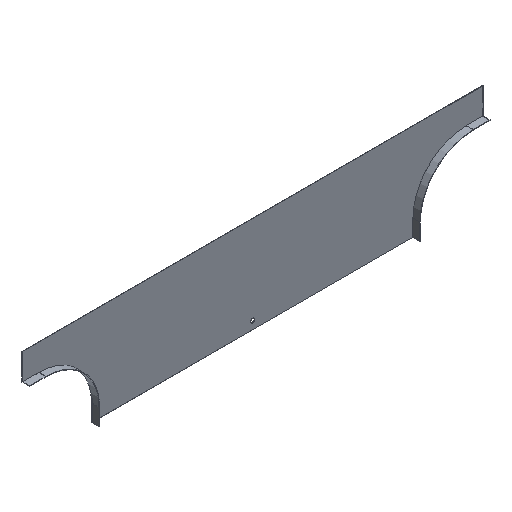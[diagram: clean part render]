
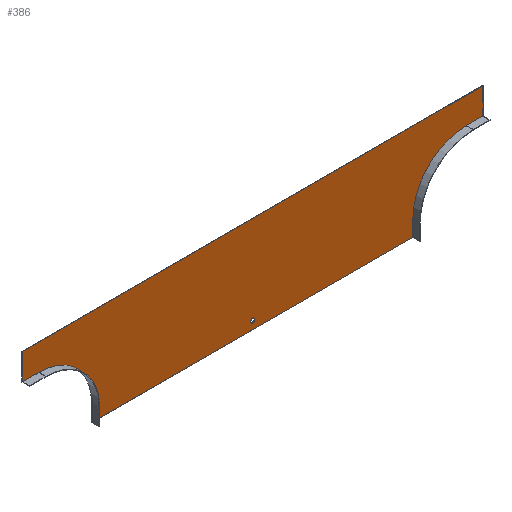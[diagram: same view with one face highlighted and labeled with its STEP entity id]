
A CAD part, isometric view. The second image highlights one B-rep face of the part: STEP entity #386.
In plain terms, the highlighted planar face has unit normal (0, -1, 0).
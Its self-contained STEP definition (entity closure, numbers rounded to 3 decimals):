
#6 = VECTOR ( 'NONE', #641, 1000. ) ;
#9 = CIRCLE ( 'NONE', #484, 100. ) ;
#13 = LINE ( 'NONE', #640, #6 ) ;
#112 = DIRECTION ( 'NONE',  ( 0., 0., -1. ) ) ;
#113 = DIRECTION ( 'NONE',  ( 0., 1., 0. ) ) ;
#115 = CARTESIAN_POINT ( 'NONE',  ( 399., 0., -149. ) ) ;
#119 = DIRECTION ( 'NONE',  ( 0., 0., 1. ) ) ;
#120 = DIRECTION ( 'NONE',  ( 0., 0., -1. ) ) ;
#121 = DIRECTION ( 'NONE',  ( 0., 1., 0. ) ) ;
#122 = CARTESIAN_POINT ( 'NONE',  ( 0., 0., -165. ) ) ;
#123 = CARTESIAN_POINT ( 'NONE',  ( -399., 0., -49. ) ) ;
#126 = DIRECTION ( 'NONE',  ( 1., 0., 0. ) ) ;
#128 = DIRECTION ( 'NONE',  ( 0., 0., 1. ) ) ;
#130 = DIRECTION ( 'NONE',  ( 0., 0., -1. ) ) ;
#132 = CARTESIAN_POINT ( 'NONE',  ( 430., 0., 0. ) ) ;
#134 = DIRECTION ( 'NONE',  ( -1., 0., 0. ) ) ;
#136 = CARTESIAN_POINT ( 'NONE',  ( 299., 0., -149. ) ) ;
#140 = DIRECTION ( 'NONE',  ( 1., 0., 0. ) ) ;
#145 = CARTESIAN_POINT ( 'NONE',  ( -299., 0., -149. ) ) ;
#148 = CARTESIAN_POINT ( 'NONE',  ( 300., 0., -180. ) ) ;
#156 = CARTESIAN_POINT ( 'NONE',  ( -430., 0., 0. ) ) ;
#159 = FACE_BOUND ( 'NONE', #522, .T. ) ;
#180 = VECTOR ( 'NONE', #126, 1000. ) ;
#181 = LINE ( 'NONE', #123, #180 ) ;
#191 = VECTOR ( 'NONE', #119, 1000. ) ;
#195 = LINE ( 'NONE', #136, #191 ) ;
#197 = VECTOR ( 'NONE', #128, 1000. ) ;
#198 = CIRCLE ( 'NONE', #712, 3.5 ) ;
#199 = VECTOR ( 'NONE', #130, 1000. ) ;
#200 = CIRCLE ( 'NONE', #711, 100. ) ;
#201 = VECTOR ( 'NONE', #134, 1000. ) ;
#202 = LINE ( 'NONE', #132, #199 ) ;
#204 = LINE ( 'NONE', #145, #197 ) ;
#206 = VECTOR ( 'NONE', #140, 1000. ) ;
#209 = LINE ( 'NONE', #156, #206 ) ;
#210 = LINE ( 'NONE', #148, #201 ) ;
#221 = EDGE_CURVE ( 'NONE', #420, #425, #289, .T. ) ;
#247 = EDGE_CURVE ( 'NONE', #425, #426, #209, .T. ) ;
#258 = FACE_OUTER_BOUND ( 'NONE', #530, .T. ) ;
#289 = LINE ( 'NONE', #306, #290 ) ;
#290 = VECTOR ( 'NONE', #308, 1000. ) ;
#292 = EDGE_CURVE ( 'NONE', #424, #422, #210, .T. ) ;
#293 = EDGE_CURVE ( 'NONE', #426, #689, #202, .T. ) ;
#294 = EDGE_CURVE ( 'NONE', #422, #421, #204, .T. ) ;
#295 = EDGE_CURVE ( 'NONE', #436, #436, #198, .T. ) ;
#296 = EDGE_CURVE ( 'NONE', #424, #427, #195, .T. ) ;
#297 = EDGE_CURVE ( 'NONE', #427, #693, #200, .T. ) ;
#298 = EDGE_CURVE ( 'NONE', #693, #689, #181, .T. ) ;
#306 = CARTESIAN_POINT ( 'NONE',  ( -430., 0., 0. ) ) ;
#308 = DIRECTION ( 'NONE',  ( 0., 0., 1. ) ) ;
#316 = ORIENTED_EDGE ( 'NONE', *, *, #292, .F. ) ;
#317 = ORIENTED_EDGE ( 'NONE', *, *, #295, .T. ) ;
#318 = ORIENTED_EDGE ( 'NONE', *, *, #294, .F. ) ;
#319 = ORIENTED_EDGE ( 'NONE', *, *, #296, .T. ) ;
#320 = ORIENTED_EDGE ( 'NONE', *, *, #297, .T. ) ;
#321 = ORIENTED_EDGE ( 'NONE', *, *, #298, .T. ) ;
#322 = ORIENTED_EDGE ( 'NONE', *, *, #293, .F. ) ;
#323 = ORIENTED_EDGE ( 'NONE', *, *, #247, .F. ) ;
#324 = ORIENTED_EDGE ( 'NONE', *, *, #221, .F. ) ;
#325 = ORIENTED_EDGE ( 'NONE', *, *, #719, .F. ) ;
#326 = ORIENTED_EDGE ( 'NONE', *, *, #723, .F. ) ;
#386 = ADVANCED_FACE ( 'NONE', ( #159, #258 ), #561, .T. ) ;
#420 = VERTEX_POINT ( 'NONE', #612 ) ;
#421 = VERTEX_POINT ( 'NONE', #613 ) ;
#422 = VERTEX_POINT ( 'NONE', #610 ) ;
#423 = VERTEX_POINT ( 'NONE', #614 ) ;
#424 = VERTEX_POINT ( 'NONE', #616 ) ;
#425 = VERTEX_POINT ( 'NONE', #615 ) ;
#426 = VERTEX_POINT ( 'NONE', #617 ) ;
#427 = VERTEX_POINT ( 'NONE', #611 ) ;
#436 = VERTEX_POINT ( 'NONE', #667 ) ;
#484 = AXIS2_PLACEMENT_3D ( 'NONE', #651, #652, #653 ) ;
#522 = EDGE_LOOP ( 'NONE', ( #317 ) ) ;
#530 = EDGE_LOOP ( 'NONE', ( #318, #316, #319, #320, #321, #322, #323, #324, #325, #326 ) ) ;
#556 = CARTESIAN_POINT ( 'NONE',  ( -399., 0., -149. ) ) ;
#561 = PLANE ( 'NONE',  #700 ) ;
#566 = DIRECTION ( 'NONE',  ( 0., -1., 0. ) ) ;
#567 = DIRECTION ( 'NONE',  ( 0., 0., -1. ) ) ;
#610 = CARTESIAN_POINT ( 'NONE',  ( -299., 0., -180. ) ) ;
#611 = CARTESIAN_POINT ( 'NONE',  ( 299., 0., -149. ) ) ;
#612 = CARTESIAN_POINT ( 'NONE',  ( -430., 0., -49. ) ) ;
#613 = CARTESIAN_POINT ( 'NONE',  ( -299., 0., -149. ) ) ;
#614 = CARTESIAN_POINT ( 'NONE',  ( -399., 0., -49. ) ) ;
#615 = CARTESIAN_POINT ( 'NONE',  ( -430., 0., 0. ) ) ;
#616 = CARTESIAN_POINT ( 'NONE',  ( 299., 0., -180. ) ) ;
#617 = CARTESIAN_POINT ( 'NONE',  ( 430., 0., 0. ) ) ;
#625 = CARTESIAN_POINT ( 'NONE',  ( 430., 0., -49. ) ) ;
#631 = CARTESIAN_POINT ( 'NONE',  ( 399., 0., -49. ) ) ;
#640 = CARTESIAN_POINT ( 'NONE',  ( -399., 0., -49. ) ) ;
#641 = DIRECTION ( 'NONE',  ( -1., 0., 0. ) ) ;
#651 = CARTESIAN_POINT ( 'NONE',  ( -399., 0., -149. ) ) ;
#652 = DIRECTION ( 'NONE',  ( 0., -1., 0. ) ) ;
#653 = DIRECTION ( 'NONE',  ( 0., 0., -1. ) ) ;
#667 = CARTESIAN_POINT ( 'NONE',  ( 0., 0., -168.5 ) ) ;
#689 = VERTEX_POINT ( 'NONE', #625 ) ;
#693 = VERTEX_POINT ( 'NONE', #631 ) ;
#700 = AXIS2_PLACEMENT_3D ( 'NONE', #556, #566, #567 ) ;
#711 = AXIS2_PLACEMENT_3D ( 'NONE', #115, #113, #112 ) ;
#712 = AXIS2_PLACEMENT_3D ( 'NONE', #122, #121, #120 ) ;
#719 = EDGE_CURVE ( 'NONE', #423, #420, #13, .T. ) ;
#723 = EDGE_CURVE ( 'NONE', #421, #423, #9, .T. ) ;
